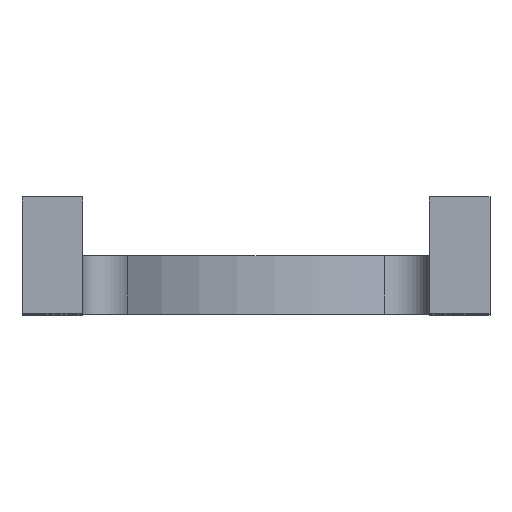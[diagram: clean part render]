
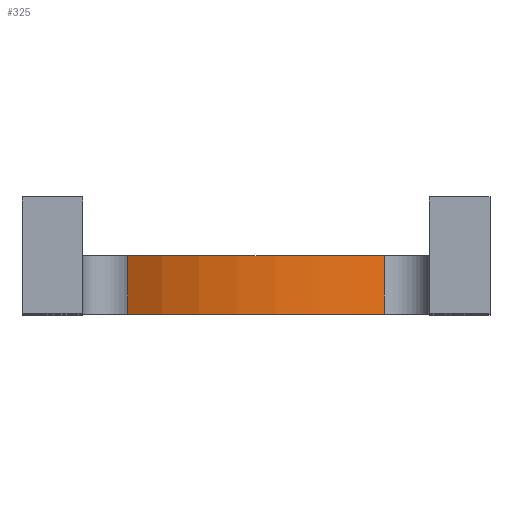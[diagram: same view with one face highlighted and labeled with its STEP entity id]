
A CAD part, top view. The second image highlights one B-rep face of the part: STEP entity #325.
In plain terms, the highlighted cylindrical face has radius 12.7 mm (diameter 25.4 mm), a partial arc.
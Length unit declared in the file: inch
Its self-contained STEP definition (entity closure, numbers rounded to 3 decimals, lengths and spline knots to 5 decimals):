
#75 = CARTESIAN_POINT ( 'NONE',  ( 0.27363, 0., 0.41848 ) ) ;
#92 = DIRECTION ( 'NONE',  ( 0., 0., -1. ) ) ;
#168 = DIRECTION ( 'NONE',  ( 0., -1., 0. ) ) ;
#205 = LINE ( 'NONE', #890, #1668 ) ;
#230 = ORIENTED_EDGE ( 'NONE', *, *, #1816, .T. ) ;
#241 = DIRECTION ( 'NONE',  ( 0., -1., 0. ) ) ;
#325 = ADVANCED_FACE ( 'NONE', ( #1419 ), #1744, .T. ) ;
#485 = VERTEX_POINT ( 'NONE', #75 ) ;
#507 = DIRECTION ( 'NONE',  ( 0., 1., 0. ) ) ;
#553 = AXIS2_PLACEMENT_3D ( 'NONE', #2290, #507, #92 ) ;
#561 = VERTEX_POINT ( 'NONE', #1644 ) ;
#586 = DIRECTION ( 'NONE',  ( 0., 0., -1. ) ) ;
#619 = ORIENTED_EDGE ( 'NONE', *, *, #1609, .T. ) ;
#659 = EDGE_LOOP ( 'NONE', ( #619, #1119, #230, #1657 ) ) ;
#786 = EDGE_CURVE ( 'NONE', #561, #1301, #1258, .T. ) ;
#890 = CARTESIAN_POINT ( 'NONE',  ( 0.27363, 0.125, 0.41848 ) ) ;
#894 = EDGE_CURVE ( 'NONE', #485, #2436, #205, .T. ) ;
#955 = DIRECTION ( 'NONE',  ( 0., 1., 0. ) ) ;
#1073 = CIRCLE ( 'NONE', #2072, 0.5 ) ;
#1119 = ORIENTED_EDGE ( 'NONE', *, *, #786, .T. ) ;
#1163 = CARTESIAN_POINT ( 'NONE',  ( 0., 0.125, 0. ) ) ;
#1258 = LINE ( 'NONE', #2140, #1415 ) ;
#1301 = VERTEX_POINT ( 'NONE', #1913 ) ;
#1415 = VECTOR ( 'NONE', #2543, 39.37008 ) ;
#1419 = FACE_OUTER_BOUND ( 'NONE', #659, .T. ) ;
#1499 = AXIS2_PLACEMENT_3D ( 'NONE', #1163, #168, #586 ) ;
#1609 = EDGE_CURVE ( 'NONE', #2436, #561, #1073, .T. ) ;
#1640 = CIRCLE ( 'NONE', #553, 0.5 ) ;
#1644 = CARTESIAN_POINT ( 'NONE',  ( -0.27363, 0.125, 0.41848 ) ) ;
#1657 = ORIENTED_EDGE ( 'NONE', *, *, #894, .T. ) ;
#1668 = VECTOR ( 'NONE', #955, 39.37008 ) ;
#1744 = CYLINDRICAL_SURFACE ( 'NONE', #1499, 0.5 ) ;
#1816 = EDGE_CURVE ( 'NONE', #1301, #485, #1640, .T. ) ;
#1828 = CARTESIAN_POINT ( 'NONE',  ( 0., 0.125, 0. ) ) ;
#1845 = DIRECTION ( 'NONE',  ( 0., 0., -1. ) ) ;
#1913 = CARTESIAN_POINT ( 'NONE',  ( -0.27363, 0., 0.41848 ) ) ;
#2072 = AXIS2_PLACEMENT_3D ( 'NONE', #1828, #241, #1845 ) ;
#2140 = CARTESIAN_POINT ( 'NONE',  ( -0.27363, 0.125, 0.41848 ) ) ;
#2290 = CARTESIAN_POINT ( 'NONE',  ( 0., 0., 0. ) ) ;
#2423 = CARTESIAN_POINT ( 'NONE',  ( 0.27363, 0.125, 0.41848 ) ) ;
#2436 = VERTEX_POINT ( 'NONE', #2423 ) ;
#2543 = DIRECTION ( 'NONE',  ( 0., -1., 0. ) ) ;
